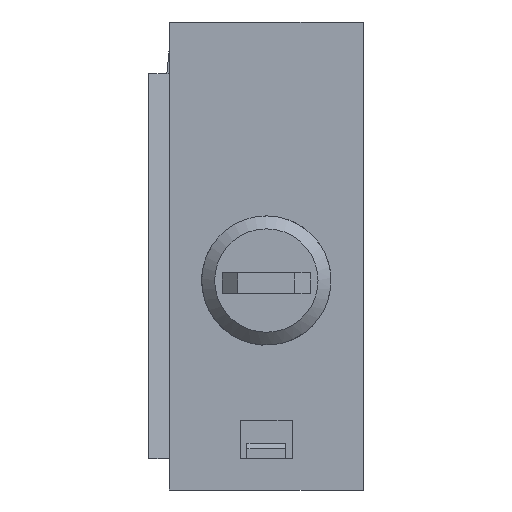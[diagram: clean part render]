
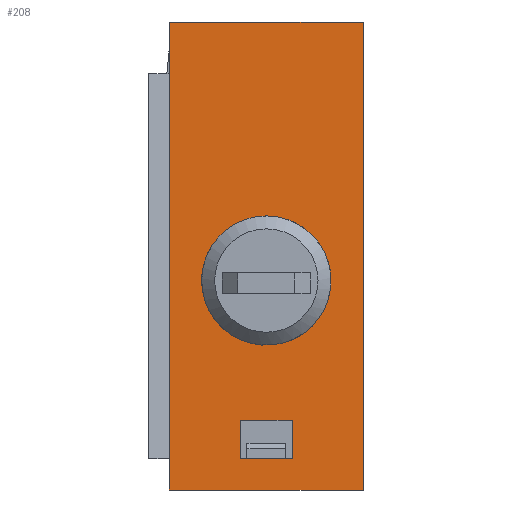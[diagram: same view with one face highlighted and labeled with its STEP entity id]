
A CAD part, left-side view. The second image highlights one B-rep face of the part: STEP entity #208.
In plain terms, the highlighted planar face has unit normal (-1, 0, 0).
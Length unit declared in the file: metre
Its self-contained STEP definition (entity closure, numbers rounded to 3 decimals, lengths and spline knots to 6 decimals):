
#208=ADVANCED_FACE('',(#474,#475,#476),#477,.T.);
#474=FACE_OUTER_BOUND('',#808,.T.);
#475=FACE_BOUND('',#809,.T.);
#476=FACE_BOUND('',#810,.T.);
#477=PLANE('',#811);
#808=EDGE_LOOP('',(#1341,#1342,#1343,#1344));
#809=EDGE_LOOP('',(#1345,#1346,#1347,#1348));
#810=EDGE_LOOP('',(#1349,#1350,#1351,#1352,#1353,#1354,#1355,#1356,#1357,#1358,#1359,#1360,#1361,#1362));
#811=AXIS2_PLACEMENT_3D('',#1363,#1364,#1365);
#1341=ORIENTED_EDGE('',*,*,#2134,.F.);
#1342=ORIENTED_EDGE('',*,*,#2135,.F.);
#1343=ORIENTED_EDGE('',*,*,#2136,.T.);
#1344=ORIENTED_EDGE('',*,*,#2137,.T.);
#1345=ORIENTED_EDGE('',*,*,#2138,.F.);
#1346=ORIENTED_EDGE('',*,*,#2139,.F.);
#1347=ORIENTED_EDGE('',*,*,#2140,.F.);
#1348=ORIENTED_EDGE('',*,*,#2068,.F.);
#1349=ORIENTED_EDGE('',*,*,#2141,.F.);
#1350=ORIENTED_EDGE('',*,*,#2014,.T.);
#1351=ORIENTED_EDGE('',*,*,#2142,.F.);
#1352=ORIENTED_EDGE('',*,*,#2143,.T.);
#1353=ORIENTED_EDGE('',*,*,#2144,.T.);
#1354=ORIENTED_EDGE('',*,*,#2145,.T.);
#1355=ORIENTED_EDGE('',*,*,#2146,.F.);
#1356=ORIENTED_EDGE('',*,*,#2086,.F.);
#1357=ORIENTED_EDGE('',*,*,#2147,.T.);
#1358=ORIENTED_EDGE('',*,*,#2148,.F.);
#1359=ORIENTED_EDGE('',*,*,#2117,.F.);
#1360=ORIENTED_EDGE('',*,*,#2149,.F.);
#1361=ORIENTED_EDGE('',*,*,#2150,.F.);
#1362=ORIENTED_EDGE('',*,*,#2151,.F.);
#1363=CARTESIAN_POINT('',(-0.00905,0.0075,0.0));
#1364=DIRECTION('',(-1.0,0.,0.));
#1365=DIRECTION('',(0.,0.0,1.0));
#2014=EDGE_CURVE('',#2427,#2425,#2428,.T.);
#2068=EDGE_CURVE('',#2512,#2507,#2514,.T.);
#2086=EDGE_CURVE('',#2542,#2544,#2545,.T.);
#2117=EDGE_CURVE('',#2593,#2595,#2596,.T.);
#2134=EDGE_CURVE('',#2617,#2618,#2619,.T.);
#2135=EDGE_CURVE('',#2620,#2617,#2621,.T.);
#2136=EDGE_CURVE('',#2620,#2622,#2623,.T.);
#2137=EDGE_CURVE('',#2622,#2618,#2624,.T.);
#2138=EDGE_CURVE('',#2625,#2512,#2626,.T.);
#2139=EDGE_CURVE('',#2627,#2625,#2628,.T.);
#2140=EDGE_CURVE('',#2507,#2627,#2629,.T.);
#2141=EDGE_CURVE('',#2427,#2630,#2631,.T.);
#2142=EDGE_CURVE('',#2632,#2425,#2633,.T.);
#2143=EDGE_CURVE('',#2632,#2634,#2635,.T.);
#2144=EDGE_CURVE('',#2634,#2636,#2637,.T.);
#2145=EDGE_CURVE('',#2636,#2638,#2639,.T.);
#2146=EDGE_CURVE('',#2544,#2638,#2640,.T.);
#2147=EDGE_CURVE('',#2542,#2641,#2642,.T.);
#2148=EDGE_CURVE('',#2595,#2641,#2643,.T.);
#2149=EDGE_CURVE('',#2644,#2593,#2645,.T.);
#2150=EDGE_CURVE('',#2646,#2644,#2647,.T.);
#2151=EDGE_CURVE('',#2630,#2646,#2648,.T.);
#2425=VERTEX_POINT('',#3008);
#2427=VERTEX_POINT('',#3011);
#2428=LINE('',#3012,#3013);
#2507=VERTEX_POINT('',#3125);
#2512=VERTEX_POINT('',#3132);
#2514=LINE('',#3135,#3136);
#2542=VERTEX_POINT('',#3176);
#2544=VERTEX_POINT('',#3179);
#2545=LINE('',#3180,#3181);
#2593=VERTEX_POINT('',#3250);
#2595=VERTEX_POINT('',#3253);
#2596=LINE('',#3254,#3255);
#2617=VERTEX_POINT('',#3287);
#2618=VERTEX_POINT('',#3288);
#2619=LINE('',#3289,#3290);
#2620=VERTEX_POINT('',#3291);
#2621=LINE('',#3292,#3293);
#2622=VERTEX_POINT('',#3294);
#2623=LINE('',#3295,#3296);
#2624=LINE('',#3297,#3298);
#2625=VERTEX_POINT('',#3299);
#2626=LINE('',#3300,#3301);
#2627=VERTEX_POINT('',#3302);
#2628=LINE('',#3303,#3304);
#2629=LINE('',#3305,#3306);
#2630=VERTEX_POINT('',#3307);
#2631=CIRCLE('',#3308,0.0025);
#2632=VERTEX_POINT('',#3309);
#2633=LINE('',#3310,#3311);
#2634=VERTEX_POINT('',#3312);
#2635=LINE('',#3313,#3314);
#2636=VERTEX_POINT('',#3315);
#2637=LINE('',#3316,#3317);
#2638=VERTEX_POINT('',#3318);
#2639=LINE('',#3319,#3320);
#2640=CIRCLE('',#3321,0.0025);
#2641=VERTEX_POINT('',#3322);
#2642=LINE('',#3323,#3324);
#2643=LINE('',#3325,#3326);
#2644=VERTEX_POINT('',#3327);
#2645=LINE('',#3328,#3329);
#2646=VERTEX_POINT('',#3330);
#2647=CIRCLE('',#3331,0.0025);
#2648=LINE('',#3332,#3333);
#3008=CARTESIAN_POINT('',(-0.00905,0.01332,-0.0101));
#3011=CARTESIAN_POINT('',(-0.00905,0.01332,-0.011402));
#3012=CARTESIAN_POINT('',(-0.00905,0.01332,-0.01));
#3013=VECTOR('',#3689,1.0);
#3125=CARTESIAN_POINT('',(-0.00905,0.01025,-0.015402));
#3132=CARTESIAN_POINT('',(-0.00905,0.01025,-0.016902));
#3135=CARTESIAN_POINT('',(-0.00905,0.01025,0.0));
#3136=VECTOR('',#3738,1.0);
#3176=CARTESIAN_POINT('',(-0.00905,0.00918,-0.0099));
#3179=CARTESIAN_POINT('',(-0.00905,0.00918,-0.008598));
#3180=CARTESIAN_POINT('',(-0.00905,0.00918,-0.01));
#3181=VECTOR('',#3752,1.0);
#3250=CARTESIAN_POINT('',(-0.00905,0.00918,-0.0101));
#3253=CARTESIAN_POINT('',(-0.00905,0.00898,-0.0101));
#3254=CARTESIAN_POINT('',(-0.00905,0.01125,-0.0101));
#3255=VECTOR('',#3778,1.0);
#3287=CARTESIAN_POINT('',(-0.00905,0.015,-0.018102));
#3288=CARTESIAN_POINT('',(-0.00905,0.015,0.0));
#3289=CARTESIAN_POINT('',(-0.00905,0.015,0.0));
#3290=VECTOR('',#3790,1.0);
#3291=CARTESIAN_POINT('',(-0.00905,0.0075,-0.018102));
#3292=CARTESIAN_POINT('',(-0.00905,0.0075,-0.018102));
#3293=VECTOR('',#3791,1.0);
#3294=CARTESIAN_POINT('',(-0.00905,0.0075,0.0));
#3295=CARTESIAN_POINT('',(-0.00905,0.0075,0.0));
#3296=VECTOR('',#3792,1.0);
#3297=CARTESIAN_POINT('',(-0.00905,0.0075,0.0));
#3298=VECTOR('',#3793,1.0);
#3299=CARTESIAN_POINT('',(-0.00905,0.01225,-0.016902));
#3300=CARTESIAN_POINT('',(-0.00905,0.0075,-0.016902));
#3301=VECTOR('',#3794,1.0);
#3302=CARTESIAN_POINT('',(-0.00905,0.01225,-0.015402));
#3303=CARTESIAN_POINT('',(-0.00905,0.01225,0.0));
#3304=VECTOR('',#3795,1.0);
#3305=CARTESIAN_POINT('',(-0.00905,0.0075,-0.015402));
#3306=VECTOR('',#3796,1.0);
#3307=CARTESIAN_POINT('',(-0.00905,0.01225,-0.012291));
#3308=AXIS2_PLACEMENT_3D('',#3797,#3798,#3799);
#3309=CARTESIAN_POINT('',(-0.00905,0.01352,-0.0101));
#3310=CARTESIAN_POINT('',(-0.00905,0.01125,-0.0101));
#3311=VECTOR('',#3800,1.0);
#3312=CARTESIAN_POINT('',(-0.00905,0.01352,-0.0099));
#3313=CARTESIAN_POINT('',(-0.00905,0.01352,-0.01));
#3314=VECTOR('',#3801,1.0);
#3315=CARTESIAN_POINT('',(-0.00905,0.01332,-0.0099));
#3316=CARTESIAN_POINT('',(-0.00905,0.01125,-0.0099));
#3317=VECTOR('',#3802,1.0);
#3318=CARTESIAN_POINT('',(-0.00905,0.01332,-0.008598));
#3319=CARTESIAN_POINT('',(-0.00905,0.01332,-0.01));
#3320=VECTOR('',#3803,1.0);
#3321=AXIS2_PLACEMENT_3D('',#3804,#3805,#3806);
#3322=CARTESIAN_POINT('',(-0.00905,0.00898,-0.0099));
#3323=CARTESIAN_POINT('',(-0.00905,0.01125,-0.0099));
#3324=VECTOR('',#3807,1.0);
#3325=CARTESIAN_POINT('',(-0.00905,0.00898,-0.01));
#3326=VECTOR('',#3808,1.0);
#3327=CARTESIAN_POINT('',(-0.00905,0.00918,-0.011402));
#3328=CARTESIAN_POINT('',(-0.00905,0.00918,-0.01));
#3329=VECTOR('',#3809,1.0);
#3330=CARTESIAN_POINT('',(-0.00905,0.01025,-0.012291));
#3331=AXIS2_PLACEMENT_3D('',#3810,#3811,#3812);
#3332=CARTESIAN_POINT('',(-0.00905,0.01125,-0.012291));
#3333=VECTOR('',#3813,1.0);
#3689=DIRECTION('',(0.,0.,1.0));
#3738=DIRECTION('',(0.,0.,1.0));
#3752=DIRECTION('',(0.,0.,1.0));
#3778=DIRECTION('',(0.0,-1.0,0.));
#3790=DIRECTION('',(0.,0.,1.0));
#3791=DIRECTION('',(0.0,1.0,0.));
#3792=DIRECTION('',(0.,0.,1.0));
#3793=DIRECTION('',(0.0,1.0,0.));
#3794=DIRECTION('',(0.,-1.0,0.));
#3795=DIRECTION('',(0.,0.,-1.0));
#3796=DIRECTION('',(0.,1.0,0.));
#3797=CARTESIAN_POINT('',(-0.00905,0.01125,-0.01));
#3798=DIRECTION('',(-1.0,0.,0.));
#3799=DIRECTION('',(0.,0.,-1.0));
#3800=DIRECTION('',(0.0,-1.0,0.));
#3801=DIRECTION('',(0.,0.,1.0));
#3802=DIRECTION('',(0.0,-1.0,0.));
#3803=DIRECTION('',(0.,0.,1.0));
#3804=CARTESIAN_POINT('',(-0.00905,0.01125,-0.01));
#3805=DIRECTION('',(-1.0,0.,0.));
#3806=DIRECTION('',(0.,0.,-1.0));
#3807=DIRECTION('',(0.0,-1.0,0.));
#3808=DIRECTION('',(0.,0.,1.0));
#3809=DIRECTION('',(0.,0.,1.0));
#3810=CARTESIAN_POINT('',(-0.00905,0.01125,-0.01));
#3811=DIRECTION('',(-1.0,0.,0.));
#3812=DIRECTION('',(0.,0.,-1.0));
#3813=DIRECTION('',(0.0,-1.0,0.));
